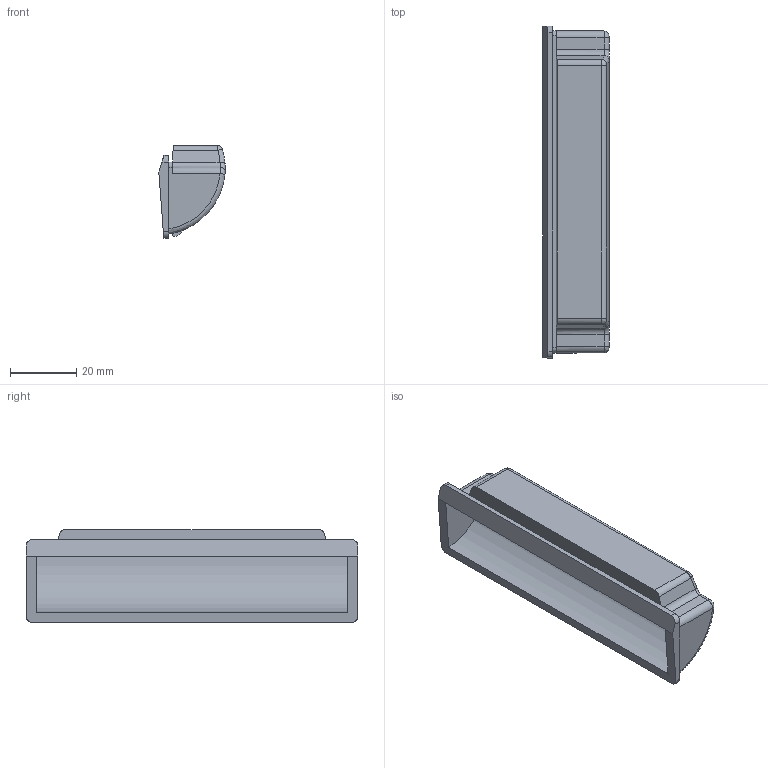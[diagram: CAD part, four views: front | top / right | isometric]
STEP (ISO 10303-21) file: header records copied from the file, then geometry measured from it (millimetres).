
FILE_DESCRIPTION( (''), '2;1');
FILE_NAME ('PC013.23708.THA_241_3A_1.0_21688.stp','2023-11-28T15:11:20',(''),(''),'spGate 19.8.4 (****-****-****-****)','','');
FILE_SCHEMA (('AUTOMOTIVE_DESIGN'));
Length unit declared in the file: millimetre
Bounding box: 20 x 100 x 28 mm (x, y, z)
Volume: 11554.1 mm3; surface area: 13138.6 mm2
Topology: 1 solids, 1 shells, 64 faces, 163 edges, 102 vertices
Faces by surface type: plane 32, cylinder 22, bspline 10
Entity records: 3575 total; most frequent: CARTESIAN_POINT 797, ORIENTED_EDGE 326, DIRECTION 275, COLOUR_RGB 228, PRESENTATION_STYLE_ASSIGNMENT 228, STYLED_ITEM 228, EDGE_CURVE 163, DRAUGHTING_PRE_DEFINED_CURVE_FONT 163
